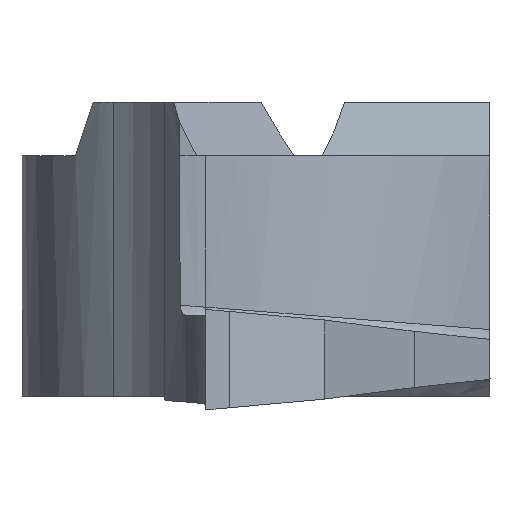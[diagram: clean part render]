
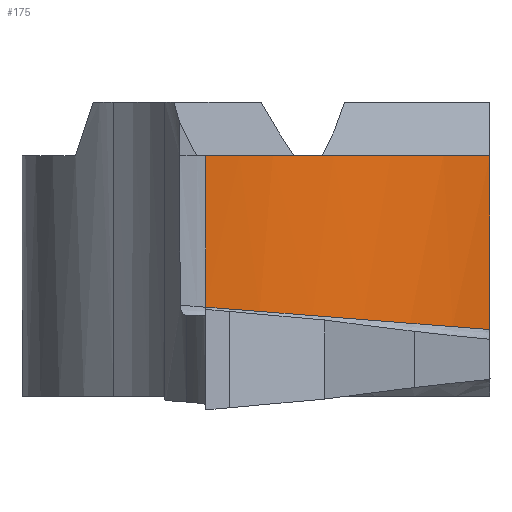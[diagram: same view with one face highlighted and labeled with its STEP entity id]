
A CAD part, left-side view. The second image highlights one B-rep face of the part: STEP entity #175.
In plain terms, the highlighted free-form (B-spline) face has degree [1, 3] with [2, 4] control points.
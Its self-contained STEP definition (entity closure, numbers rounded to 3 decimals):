
#86=LINE('',#1355,#130);
#130=VECTOR('',#1054,1.);
#175=ADVANCED_FACE('',(#233),#226,.F.);
#226=(
BOUNDED_SURFACE()
B_SPLINE_SURFACE(1,3,((#1366,#1367,#1368,#1369),(#1370,#1371,#1372,#1373)),
 .UNSPECIFIED.,.F.,.F.,.F.)
B_SPLINE_SURFACE_WITH_KNOTS((2,2),(4,4),(0.,1.),(0.,1.),.UNSPECIFIED.)
GEOMETRIC_REPRESENTATION_ITEM()
RATIONAL_B_SPLINE_SURFACE(((1.,0.934,0.934,1.),
(1.,0.934,0.934,1.)))
REPRESENTATION_ITEM('')
SURFACE()
);
#233=FACE_OUTER_BOUND('',#284,.T.);
#284=EDGE_LOOP('',(#371,#372,#373,#374));
#336=B_SPLINE_CURVE_WITH_KNOTS('',3,(#1349,#1350,#1351,#1352),
 .UNSPECIFIED.,.F.,.F.,(4,4),(0.,1.),.UNSPECIFIED.);
#337=B_SPLINE_CURVE_WITH_KNOTS('',3,(#1356,#1357,#1358,#1359,#1360,#1361,
#1362,#1363,#1364,#1365),.UNSPECIFIED.,.F.,.F.,(4,2,2,2,4),(0.,0.263,
0.527,0.79,1.),.UNSPECIFIED.);
#371=ORIENTED_EDGE('',*,*,#730,.T.);
#372=ORIENTED_EDGE('',*,*,#731,.T.);
#373=ORIENTED_EDGE('',*,*,#729,.F.);
#374=ORIENTED_EDGE('',*,*,#732,.T.);
#638=VERTEX_POINT('',#1300);
#642=VERTEX_POINT('',#1331);
#643=VERTEX_POINT('',#1353);
#644=VERTEX_POINT('',#1354);
#729=EDGE_CURVE('',#642,#638,#863,.T.);
#730=EDGE_CURVE('',#643,#644,#336,.T.);
#731=EDGE_CURVE('',#644,#638,#86,.T.);
#732=EDGE_CURVE('',#642,#643,#337,.T.);
#863=CIRCLE('',#962,5.5);
#962=AXIS2_PLACEMENT_3D('',#1332,#1052,#1053);
#1052=DIRECTION('',(0.,0.078,-0.997));
#1053=DIRECTION('',(0.,0.997,0.078));
#1054=DIRECTION('',(0.,0.,-1.));
#1300=CARTESIAN_POINT('',(-4.,0.75,-2.266));
#1331=CARTESIAN_POINT('',(-2.013,-3.5,-2.6));
#1332=CARTESIAN_POINT('',(1.5,0.719,-2.268));
#1349=CARTESIAN_POINT('',(-2.252,-3.5,0.));
#1350=CARTESIAN_POINT('',(-3.416,-2.412,0.));
#1351=CARTESIAN_POINT('',(-4.061,-0.841,0.));
#1352=CARTESIAN_POINT('',(-4.,0.75,0.));
#1353=CARTESIAN_POINT('',(-2.252,-3.5,0.));
#1354=CARTESIAN_POINT('',(-4.,0.75,0.));
#1355=CARTESIAN_POINT('',(-4.,0.75,1.2));
#1356=CARTESIAN_POINT('',(-2.013,-3.5,-2.6));
#1357=CARTESIAN_POINT('',(-2.035,-3.5,-2.372));
#1358=CARTESIAN_POINT('',(-2.056,-3.5,-2.144));
#1359=CARTESIAN_POINT('',(-2.099,-3.5,-1.687));
#1360=CARTESIAN_POINT('',(-2.12,-3.5,-1.459));
#1361=CARTESIAN_POINT('',(-2.162,-3.5,-1.003));
#1362=CARTESIAN_POINT('',(-2.183,-3.5,-0.775));
#1363=CARTESIAN_POINT('',(-2.22,-3.5,-0.364));
#1364=CARTESIAN_POINT('',(-2.236,-3.5,-0.182));
#1365=CARTESIAN_POINT('',(-2.252,-3.5,0.));
#1366=CARTESIAN_POINT('',(-2.15,-3.594,0.008));
#1367=CARTESIAN_POINT('',(-3.421,-2.472,0.097));
#1368=CARTESIAN_POINT('',(-4.081,-0.912,0.219));
#1369=CARTESIAN_POINT('',(-3.999,0.779,0.352));
#1370=CARTESIAN_POINT('',(-1.99,-3.519,-2.601));
#1371=CARTESIAN_POINT('',(-3.302,-2.445,-2.517));
#1372=CARTESIAN_POINT('',(-4.018,-0.912,-2.396));
#1373=CARTESIAN_POINT('',(-4.,0.779,-2.263));
